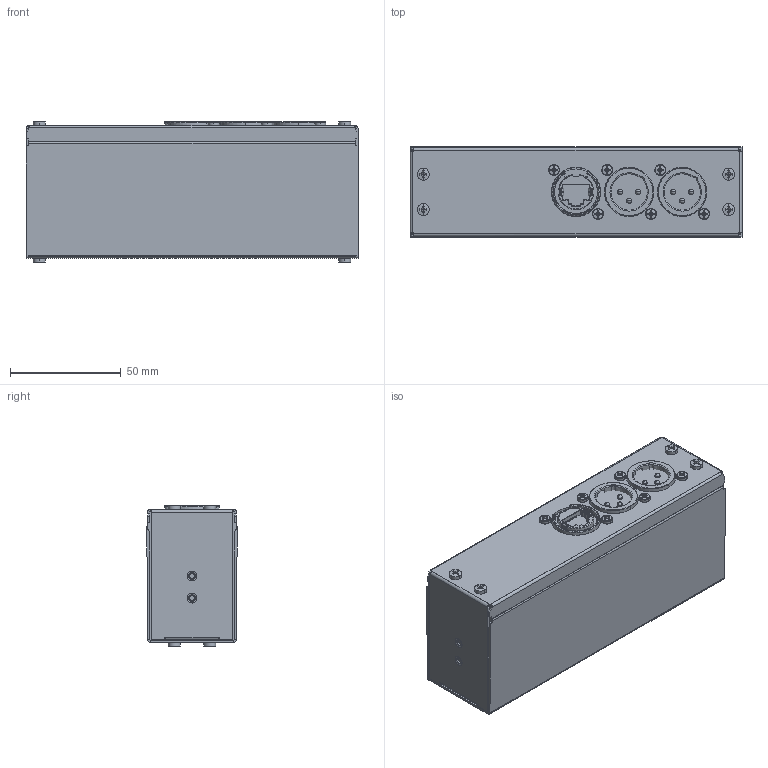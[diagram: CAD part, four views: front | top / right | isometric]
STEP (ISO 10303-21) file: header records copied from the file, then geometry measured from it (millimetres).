
FILE_DESCRIPTION((''),'2;1');
FILE_NAME('30009820','2022-07-19T15:06:24',('SYSTEM'),(''),'CREO PARAMETRIC BY PTC INC, 2021184','CREO PARAMETRIC BY PTC INC, 2021184','');
FILE_SCHEMA(('CONFIG_CONTROL_DESIGN'));
Products named in the file (1): 30009820
Bounding box: 150 x 40.89 x 63.94 mm (x, y, z)
Volume: 374353.3 mm3; surface area: 85129.6 mm2
Topology: 4 solids, 47 shells, 3399 faces, 8948 edges, 5584 vertices
Faces by surface type: plane 1778, cylinder 751, bspline 298, torus 261, cone 203, sphere 104, extrusion 4
Entity records: 117623 total; most frequent: CARTESIAN_POINT 35716, ORIENTED_EDGE 17706, DIRECTION 16208, EDGE_CURVE 8921, VERTEX_POINT 5584, AXIS2_PLACEMENT_3D 5493, VECTOR 5222, LINE 5218
